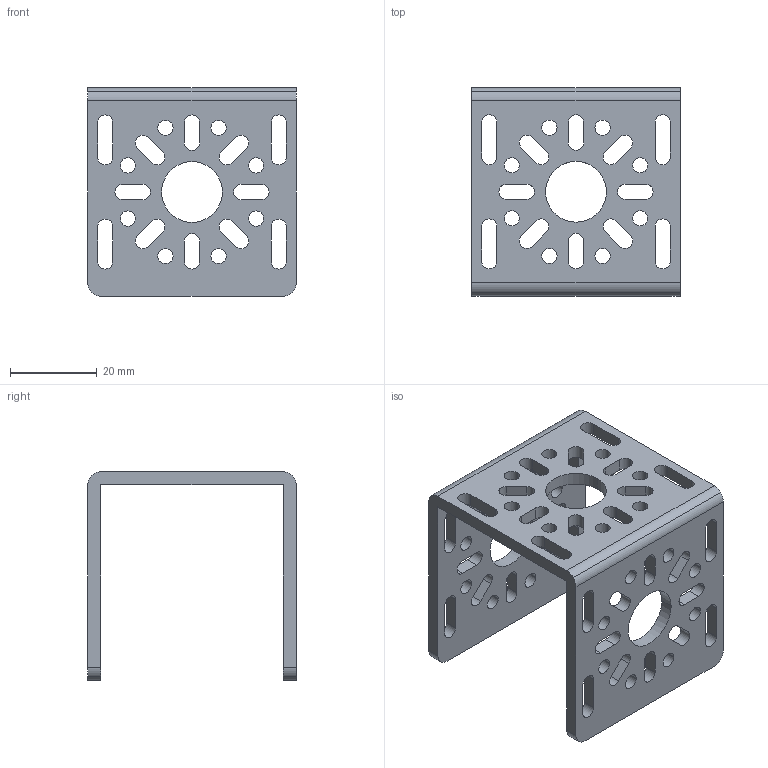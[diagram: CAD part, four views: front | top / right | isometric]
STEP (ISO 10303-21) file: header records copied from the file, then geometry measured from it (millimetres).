
FILE_DESCRIPTION (( 'STEP AP214' ), '1' );
FILE_NAME ('76018-48mm-u-channel.STEP', '2021-07-06T13:13:17', ( '' ), ( '' ), 'SwSTEP 2.0', 'SolidWorks 2021', '' );
FILE_SCHEMA (( 'AUTOMOTIVE_DESIGN' ));
Length unit declared in the file: millimetre
Products named in the file (1): 76018-48mm-u-channel
Bounding box: 48 x 48 x 48 mm (x, y, z)
Volume: 14357.3 mm3; surface area: 14290.2 mm2
Topology: 1 solids, 1 shells, 226 faces, 672 edges, 448 vertices
Faces by surface type: cylinder 144, plane 82
Entity records: 7990 total; most frequent: DIRECTION 1414, CARTESIAN_POINT 1347, ORIENTED_EDGE 1344, EDGE_CURVE 672, AXIS2_PLACEMENT_3D 515, VERTEX_POINT 448, VECTOR 384, LINE 384
